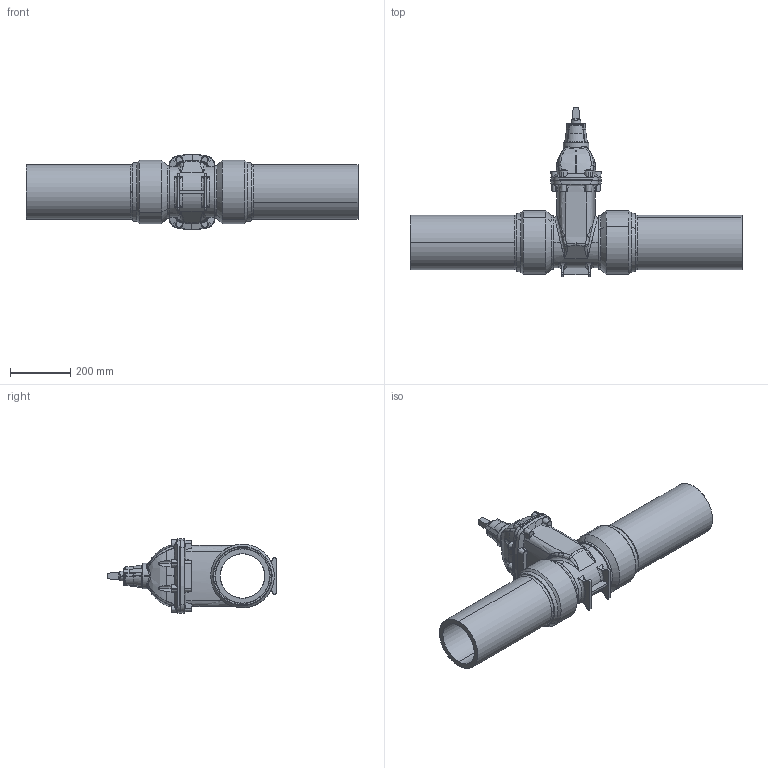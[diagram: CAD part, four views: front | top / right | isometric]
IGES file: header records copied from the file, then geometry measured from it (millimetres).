
Start section: SolidWorks IGES file using analytic representation for surfaces
Global section: file name: O_36_90_DN150_180mm.IGS; native system: SolidWorks 2012; preprocessor: SolidWorks 2012; author: ken; date: 150202.140244; units: millimetre
Bounding box: 1101 x 561 x 250 mm (x, y, z)
Surface area: 1394762.7 mm2 (no closed solid volume)
Topology: 0 solids, 0 shells, 305 faces, 3472 edges, 3470 vertices
Faces by surface type: revolution 163, bspline 142
